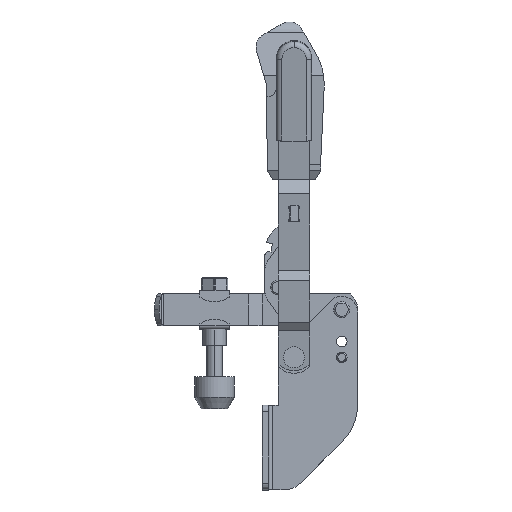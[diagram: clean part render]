
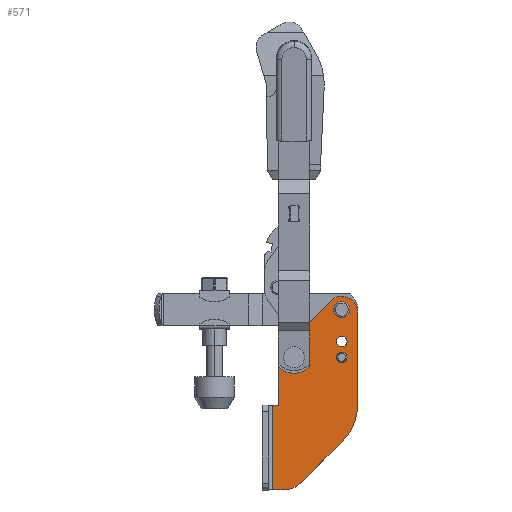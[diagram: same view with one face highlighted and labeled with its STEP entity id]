
A CAD part, top view. The second image highlights one B-rep face of the part: STEP entity #571.
In plain terms, the highlighted planar face has unit normal (0, 0, 1).
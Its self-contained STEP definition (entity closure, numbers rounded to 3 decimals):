
#571=ADVANCED_FACE('NONE',(#1595,#1596,#1597,#1598,#1599),#1600,.F.);
#1595=FACE_OUTER_BOUND('',#3154,.T.);
#1596=FACE_BOUND('',#3155,.T.);
#1597=FACE_BOUND('',#3156,.T.);
#1598=FACE_BOUND('',#3157,.T.);
#1599=FACE_BOUND('',#3158,.T.);
#1600=PLANE('',#3159);
#3154=EDGE_LOOP('',(#4796,#4797,#4798,#4799,#4800,#4801,#4802,#4803,#4804,#4805,#4806));
#3155=EDGE_LOOP('',(#4807,#4808));
#3156=EDGE_LOOP('',(#4809,#4810));
#3157=EDGE_LOOP('',(#4811,#4812));
#3158=EDGE_LOOP('',(#4813,#4814));
#3159=AXIS2_PLACEMENT_3D('',#4815,#4816,#4817);
#4796=ORIENTED_EDGE('',*,*,#9151,.T.);
#4797=ORIENTED_EDGE('',*,*,#9152,.T.);
#4798=ORIENTED_EDGE('',*,*,#9149,.T.);
#4799=ORIENTED_EDGE('',*,*,#9153,.T.);
#4800=ORIENTED_EDGE('',*,*,#9154,.T.);
#4801=ORIENTED_EDGE('',*,*,#9155,.T.);
#4802=ORIENTED_EDGE('',*,*,#9156,.T.);
#4803=ORIENTED_EDGE('',*,*,#9157,.F.);
#4804=ORIENTED_EDGE('',*,*,#9158,.T.);
#4805=ORIENTED_EDGE('',*,*,#9159,.T.);
#4806=ORIENTED_EDGE('',*,*,#9160,.T.);
#4807=ORIENTED_EDGE('',*,*,#9161,.F.);
#4808=ORIENTED_EDGE('',*,*,#9032,.F.);
#4809=ORIENTED_EDGE('',*,*,#9035,.F.);
#4810=ORIENTED_EDGE('',*,*,#9162,.F.);
#4811=ORIENTED_EDGE('',*,*,#9087,.T.);
#4812=ORIENTED_EDGE('',*,*,#9163,.T.);
#4813=ORIENTED_EDGE('',*,*,#9164,.T.);
#4814=ORIENTED_EDGE('',*,*,#9110,.T.);
#4815=CARTESIAN_POINT('',(-8.0,23.0,5.0));
#4816=DIRECTION('',(0.0,0.0,-1.0));
#4817=DIRECTION('',(0.0,-1.0,0.0));
#9032=EDGE_CURVE('NONE',#10772,#10774,#10775,.T.);
#9035=EDGE_CURVE('NONE',#10778,#10779,#10780,.T.);
#9087=EDGE_CURVE('NONE',#10869,#10867,#10870,.T.);
#9110=EDGE_CURVE('NONE',#10905,#10906,#10907,.T.);
#9149=EDGE_CURVE('NONE',#10965,#10969,#10971,.T.);
#9151=EDGE_CURVE('NONE',#10973,#10974,#10975,.T.);
#9152=EDGE_CURVE('NONE',#10974,#10965,#10976,.T.);
#9153=EDGE_CURVE('NONE',#10969,#10977,#10978,.T.);
#9154=EDGE_CURVE('NONE',#10977,#10979,#10980,.T.);
#9155=EDGE_CURVE('NONE',#10979,#10981,#10982,.T.);
#9156=EDGE_CURVE('NONE',#10981,#10983,#10984,.T.);
#9157=EDGE_CURVE('NONE',#10985,#10983,#10986,.T.);
#9158=EDGE_CURVE('NONE',#10985,#10987,#10988,.T.);
#9159=EDGE_CURVE('NONE',#10987,#10989,#10990,.T.);
#9160=EDGE_CURVE('NONE',#10989,#10973,#10991,.T.);
#9161=EDGE_CURVE('NONE',#10774,#10772,#10992,.T.);
#9162=EDGE_CURVE('NONE',#10779,#10778,#10993,.T.);
#9163=EDGE_CURVE('NONE',#10867,#10869,#10994,.T.);
#9164=EDGE_CURVE('NONE',#10906,#10905,#10995,.T.);
#10772=VERTEX_POINT('NONE',#13325);
#10774=VERTEX_POINT('NONE',#13328);
#10775=CIRCLE('',#13329,2.0);
#10778=VERTEX_POINT('NONE',#13333);
#10779=VERTEX_POINT('NONE',#13334);
#10780=CIRCLE('',#13335,2.0);
#10867=VERTEX_POINT('NONE',#13442);
#10869=VERTEX_POINT('NONE',#13445);
#10870=CIRCLE('',#13446,2.0);
#10905=VERTEX_POINT('NONE',#13488);
#10906=VERTEX_POINT('NONE',#13489);
#10907=CIRCLE('',#13490,3.0);
#10965=VERTEX_POINT('NONE',#13561);
#10969=VERTEX_POINT('NONE',#13566);
#10971=LINE('',#13568,#13569);
#10973=VERTEX_POINT('NONE',#13571);
#10974=VERTEX_POINT('NONE',#13572);
#10975=LINE('',#13573,#13574);
#10976=LINE('',#13575,#13576);
#10977=VERTEX_POINT('NONE',#13577);
#10978=LINE('',#13578,#13579);
#10979=VERTEX_POINT('NONE',#13580);
#10980=CIRCLE('',#13581,10.0);
#10981=VERTEX_POINT('NONE',#13582);
#10982=LINE('',#13583,#13584);
#10983=VERTEX_POINT('NONE',#13585);
#10984=CIRCLE('',#13586,20.0);
#10985=VERTEX_POINT('NONE',#13587);
#10986=LINE('',#13588,#13589);
#10987=VERTEX_POINT('NONE',#13590);
#10988=CIRCLE('',#13591,6.0);
#10989=VERTEX_POINT('NONE',#13592);
#10990=LINE('',#13593,#13594);
#10991=CIRCLE('',#13595,5.0);
#10992=CIRCLE('',#13596,2.0);
#10993=CIRCLE('',#13597,2.0);
#10994=CIRCLE('',#13598,2.0);
#10995=CIRCLE('',#13599,3.0);
#13325=CARTESIAN_POINT('',(20.0,6.0,5.0));
#13328=CARTESIAN_POINT('',(16.0,6.0,5.0));
#13329=AXIS2_PLACEMENT_3D('',#17698,#17699,#17700);
#13333=CARTESIAN_POINT('',(16.0,0.0,5.0));
#13334=CARTESIAN_POINT('',(20.0,0.0,5.0));
#13335=AXIS2_PLACEMENT_3D('',#17702,#17703,#17704);
#13442=CARTESIAN_POINT('',(2.0,0.0,5.0));
#13445=CARTESIAN_POINT('',(-2.0,0.0,5.0));
#13446=AXIS2_PLACEMENT_3D('',#17786,#17787,#17788);
#13488=CARTESIAN_POINT('',(21.0,18.0,5.0));
#13489=CARTESIAN_POINT('',(15.0,18.0,5.0));
#13490=AXIS2_PLACEMENT_3D('',#17826,#17827,#17828);
#13561=CARTESIAN_POINT('',(-8.0,-18.0,5.0));
#13566=CARTESIAN_POINT('',(-8.0,-50.0,5.0));
#13568=CARTESIAN_POINT('',(-8.0,23.0,5.0));
#13569=VECTOR('',#17900,1000.0);
#13571=CARTESIAN_POINT('',(-6.0,-0.586,5.0));
#13572=CARTESIAN_POINT('',(-6.0,-18.0,5.0));
#13573=CARTESIAN_POINT('',(-6.0,23.0,5.0));
#13574=VECTOR('',#17901,1000.0);
#13575=CARTESIAN_POINT('',(-8.0,-18.0,5.0));
#13576=VECTOR('',#17902,1000.0);
#13577=CARTESIAN_POINT('',(-4.142,-50.0,5.0));
#13578=CARTESIAN_POINT('',(-8.0,-50.0,5.0));
#13579=VECTOR('',#17903,1000.0);
#13580=CARTESIAN_POINT('',(2.929,-47.071,5.0));
#13581=AXIS2_PLACEMENT_3D('',#17904,#17905,#17906);
#13582=CARTESIAN_POINT('',(18.142,-31.858,5.0));
#13583=CARTESIAN_POINT('',(32.5,-17.5,5.0));
#13584=VECTOR('',#17907,1000.0);
#13585=CARTESIAN_POINT('',(24.0,-17.716,5.0));
#13586=AXIS2_PLACEMENT_3D('',#17908,#17909,#17910);
#13587=CARTESIAN_POINT('',(24.0,17.0,5.0));
#13588=CARTESIAN_POINT('',(24.0,23.0,5.0));
#13589=VECTOR('',#17911,1000.0);
#13590=CARTESIAN_POINT('',(13.757,21.243,5.0));
#13591=AXIS2_PLACEMENT_3D('',#17912,#17913,#17914);
#13592=CARTESIAN_POINT('',(-4.536,2.95,5.0));
#13593=CARTESIAN_POINT('',(3.757,11.243,5.0));
#13594=VECTOR('',#17915,1000.0);
#13595=AXIS2_PLACEMENT_3D('',#17916,#17917,#17918);
#13596=AXIS2_PLACEMENT_3D('',#17919,#17920,#17921);
#13597=AXIS2_PLACEMENT_3D('',#17922,#17923,#17924);
#13598=AXIS2_PLACEMENT_3D('',#17925,#17926,#17927);
#13599=AXIS2_PLACEMENT_3D('',#17928,#17929,#17930);
#17698=CARTESIAN_POINT('',(18.0,6.0,5.0));
#17699=DIRECTION('',(0.0,0.0,1.0));
#17700=DIRECTION('',(-1.0,0.0,0.0));
#17702=CARTESIAN_POINT('',(18.0,0.0,5.0));
#17703=DIRECTION('',(0.0,0.0,1.0));
#17704=DIRECTION('',(-1.0,0.0,0.0));
#17786=CARTESIAN_POINT('',(0.0,0.0,5.0));
#17787=DIRECTION('',(0.0,0.0,-1.0));
#17788=DIRECTION('',(-1.0,0.0,0.0));
#17826=CARTESIAN_POINT('',(18.0,18.0,5.0));
#17827=DIRECTION('',(0.0,0.0,-1.0));
#17828=DIRECTION('',(-1.0,0.0,0.0));
#17900=DIRECTION('',(0.0,-1.0,0.0));
#17901=DIRECTION('',(0.0,-1.0,0.0));
#17902=DIRECTION('',(-1.0,0.0,0.0));
#17903=DIRECTION('',(1.0,0.0,0.0));
#17904=CARTESIAN_POINT('',(-4.142,-40.0,5.0));
#17905=DIRECTION('',(0.0,0.0,1.0));
#17906=DIRECTION('',(-1.0,0.0,0.0));
#17907=DIRECTION('',(0.707,0.707,0.0));
#17908=CARTESIAN_POINT('',(4.0,-17.716,5.0));
#17909=DIRECTION('',(0.0,0.0,1.0));
#17910=DIRECTION('',(-1.0,0.0,0.0));
#17911=DIRECTION('',(0.0,-1.0,0.0));
#17912=CARTESIAN_POINT('',(18.0,17.0,5.0));
#17913=DIRECTION('',(0.0,0.0,1.0));
#17914=DIRECTION('',(-1.0,0.0,0.0));
#17915=DIRECTION('',(-0.707,-0.707,0.0));
#17916=CARTESIAN_POINT('',(-1.0,-0.586,5.0));
#17917=DIRECTION('',(0.0,0.0,1.0));
#17918=DIRECTION('',(-1.0,0.0,0.0));
#17919=CARTESIAN_POINT('',(18.0,6.0,5.0));
#17920=DIRECTION('',(0.0,0.0,1.0));
#17921=DIRECTION('',(-1.0,0.0,0.0));
#17922=CARTESIAN_POINT('',(18.0,0.0,5.0));
#17923=DIRECTION('',(0.0,0.0,1.0));
#17924=DIRECTION('',(-1.0,0.0,0.0));
#17925=CARTESIAN_POINT('',(0.0,0.0,5.0));
#17926=DIRECTION('',(0.0,0.0,-1.0));
#17927=DIRECTION('',(-1.0,0.0,0.0));
#17928=CARTESIAN_POINT('',(18.0,18.0,5.0));
#17929=DIRECTION('',(0.0,0.0,-1.0));
#17930=DIRECTION('',(-1.0,0.0,0.0));
